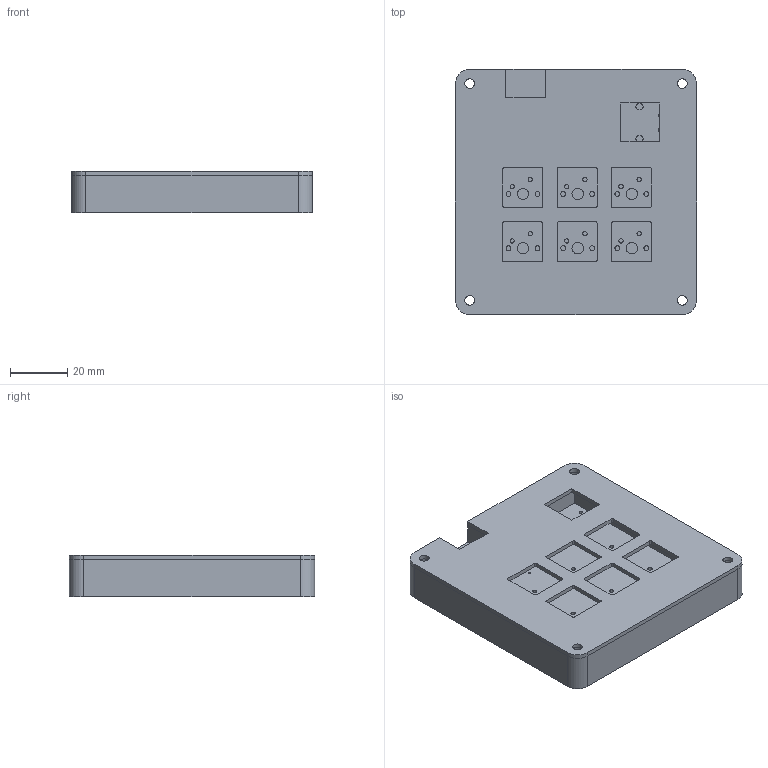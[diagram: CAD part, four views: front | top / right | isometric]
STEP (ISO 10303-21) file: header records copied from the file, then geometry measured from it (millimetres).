
FILE_DESCRIPTION(/* description */ (''),/* implementation_level */ '2;1');
FILE_NAME(/* name */ 'assembled-case.step',/* time_stamp */ '2025-12-12T20:21:42+01:00',/* author */ (''),/* organization */ (''),/* preprocessor_version */ 'ST-DEVELOPER v20.1',/* originating_system */ 'Autodesk Translation Framework v14.21.0.0',/* authorisation */ '');
FILE_SCHEMA (('AUTOMOTIVE_DESIGN { 1 0 10303 214 3 1 1 }'));
Length unit declared in the file: millimetre
Products named in the file (5): 2025-12-11-20-15-45-782; 2025-12-08-20-06-59-639; Hackpad 1; Hackpad_PCB; 2025-12-08-18-45-18-472
Assembly tree (4 placements, depth 3):
  2025-12-11-20-15-45-782
    2025-12-08-20-06-59-639
    Hackpad 1
      Hackpad_PCB
    2025-12-08-18-45-18-472
Bounding box: 84.5 x 86 x 14.5 mm (x, y, z)
Volume: 64444.4 mm3; surface area: 43318.9 mm2
Topology: 3 solids, 3 shells, 325 faces, 909 edges, 606 vertices
Faces by surface type: plane 122, bspline 106, cylinder 97
Full cylindrical faces by diameter (mm): 0.889 x14, 1 x5, 1.5 x12, 1.7 x12, 3.4 x8, 4 x6, 6 x4
Entity records: 11885 total; most frequent: CARTESIAN_POINT 3651, ORIENTED_EDGE 1818, DIRECTION 1347, EDGE_CURVE 909, VERTEX_POINT 606, LINE 503, VECTOR 503, EDGE_LOOP 473
